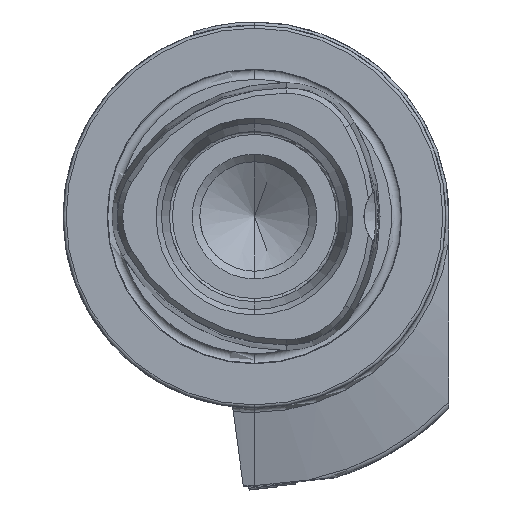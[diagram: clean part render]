
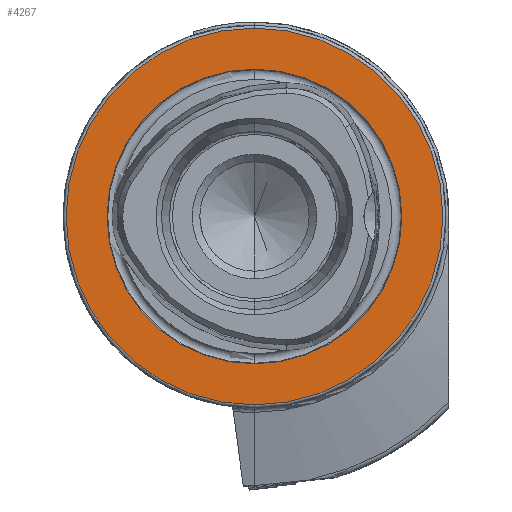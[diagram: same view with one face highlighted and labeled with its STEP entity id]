
A CAD part, left-side view. The second image highlights one B-rep face of the part: STEP entity #4267.
In plain terms, the highlighted planar face has unit normal (-1, 0, 0).
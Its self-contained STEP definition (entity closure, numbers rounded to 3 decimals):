
#107 = DIRECTION ( 'NONE',  ( 0., 0., 1. ) ) ;
#354 = CIRCLE ( 'NONE', #1981, 24.25 ) ;
#629 = ORIENTED_EDGE ( 'NONE', *, *, #9934, .T. ) ;
#711 = EDGE_CURVE ( 'NONE', #3113, #7194, #354, .T. ) ;
#1272 = ORIENTED_EDGE ( 'NONE', *, *, #4961, .T. ) ;
#1286 = DIRECTION ( 'NONE',  ( -1., 0., 0. ) ) ;
#1498 = DIRECTION ( 'NONE',  ( 0., 0., -1. ) ) ;
#1815 = DIRECTION ( 'NONE',  ( 0., 0., 1. ) ) ;
#1904 = CARTESIAN_POINT ( 'NONE',  ( 0., 0., 24.25 ) ) ;
#1960 = ORIENTED_EDGE ( 'NONE', *, *, #711, .F. ) ;
#1981 = AXIS2_PLACEMENT_3D ( 'NONE', #11048, #5699, #6728 ) ;
#2424 = VERTEX_POINT ( 'NONE', #5863 ) ;
#2564 = FACE_BOUND ( 'NONE', #8126, .T. ) ;
#3113 = VERTEX_POINT ( 'NONE', #1904 ) ;
#3417 = CARTESIAN_POINT ( 'NONE',  ( 0., 0., 31. ) ) ;
#4267 = ADVANCED_FACE ( 'NONE', ( #2564, #4763 ), #10769, .F. ) ;
#4410 = CARTESIAN_POINT ( 'NONE',  ( 0., 0., 0. ) ) ;
#4512 = DIRECTION ( 'NONE',  ( -1., 0., 0. ) ) ;
#4582 = CIRCLE ( 'NONE', #4729, 24.25 ) ;
#4729 = AXIS2_PLACEMENT_3D ( 'NONE', #6639, #1286, #9106 ) ;
#4763 = FACE_OUTER_BOUND ( 'NONE', #6456, .T. ) ;
#4961 = EDGE_CURVE ( 'NONE', #9367, #2424, #6776, .T. ) ;
#5699 = DIRECTION ( 'NONE',  ( -1., 0., 0. ) ) ;
#5863 = CARTESIAN_POINT ( 'NONE',  ( 0., 0., -31. ) ) ;
#6187 = EDGE_CURVE ( 'NONE', #7194, #3113, #4582, .T. ) ;
#6456 = EDGE_LOOP ( 'NONE', ( #1272, #629 ) ) ;
#6622 = ORIENTED_EDGE ( 'NONE', *, *, #6187, .F. ) ;
#6639 = CARTESIAN_POINT ( 'NONE',  ( 0., 0., 0. ) ) ;
#6659 = CARTESIAN_POINT ( 'NONE',  ( 0., 0., -24.25 ) ) ;
#6728 = DIRECTION ( 'NONE',  ( 0., 0., 1. ) ) ;
#6776 = CIRCLE ( 'NONE', #8556, 31. ) ;
#7194 = VERTEX_POINT ( 'NONE', #6659 ) ;
#8126 = EDGE_LOOP ( 'NONE', ( #1960, #6622 ) ) ;
#8308 = AXIS2_PLACEMENT_3D ( 'NONE', #4410, #8681, #107 ) ;
#8404 = AXIS2_PLACEMENT_3D ( 'NONE', #9062, #10807, #1498 ) ;
#8556 = AXIS2_PLACEMENT_3D ( 'NONE', #9708, #4512, #1815 ) ;
#8681 = DIRECTION ( 'NONE',  ( -1., 0., 0. ) ) ;
#9062 = CARTESIAN_POINT ( 'NONE',  ( 0., 24.25, 0. ) ) ;
#9106 = DIRECTION ( 'NONE',  ( 0., 0., 1. ) ) ;
#9367 = VERTEX_POINT ( 'NONE', #3417 ) ;
#9708 = CARTESIAN_POINT ( 'NONE',  ( 0., 0., 0. ) ) ;
#9934 = EDGE_CURVE ( 'NONE', #2424, #9367, #10770, .T. ) ;
#10769 = PLANE ( 'NONE',  #8404 ) ;
#10770 = CIRCLE ( 'NONE', #8308, 31. ) ;
#10807 = DIRECTION ( 'NONE',  ( 1., 0., 0. ) ) ;
#11048 = CARTESIAN_POINT ( 'NONE',  ( 0., 0., 0. ) ) ;
